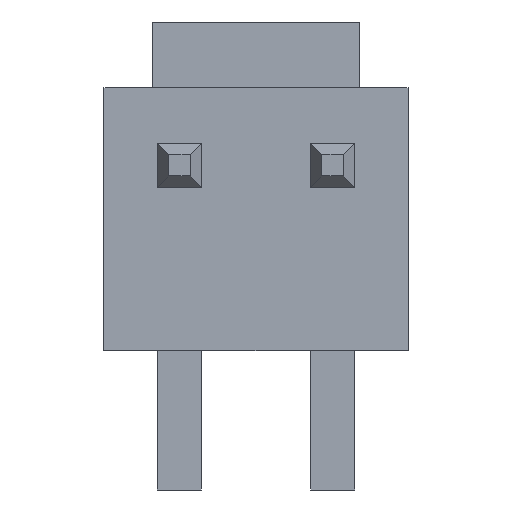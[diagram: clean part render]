
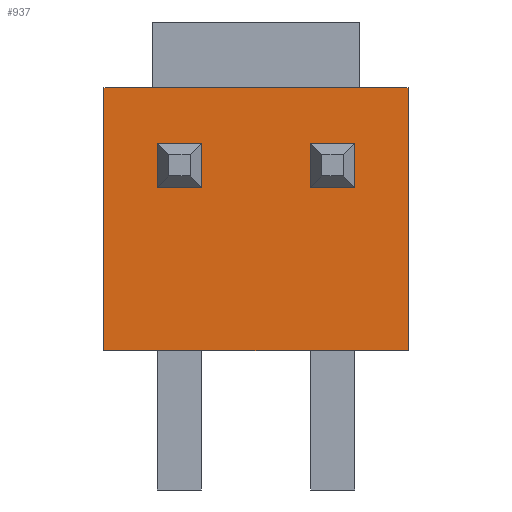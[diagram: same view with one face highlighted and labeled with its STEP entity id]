
A CAD part, front view. The second image highlights one B-rep face of the part: STEP entity #937.
In plain terms, the highlighted planar face has unit normal (0, -1, 0).
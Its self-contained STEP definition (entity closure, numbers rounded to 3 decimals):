
#18=FACE_BOUND('',#115,.T.);
#19=FACE_BOUND('',#116,.T.);
#64=FACE_OUTER_BOUND('',#114,.T.);
#114=EDGE_LOOP('',(#692,#693,#694,#695,#696,#697));
#115=EDGE_LOOP('',(#698,#699,#700,#701));
#116=EDGE_LOOP('',(#702,#703,#704,#705));
#141=LINE('',#1277,#255);
#145=LINE('',#1286,#259);
#152=LINE('',#1301,#266);
#155=LINE('',#1307,#269);
#162=LINE('',#1322,#276);
#165=LINE('',#1328,#279);
#175=LINE('',#1349,#289);
#177=LINE('',#1352,#291);
#179=LINE('',#1355,#293);
#211=LINE('',#1438,#325);
#224=LINE('',#1463,#338);
#225=LINE('',#1466,#339);
#226=LINE('',#1468,#340);
#227=LINE('',#1469,#341);
#255=VECTOR('',#1040,1.);
#259=VECTOR('',#1046,1.);
#266=VECTOR('',#1057,1.);
#269=VECTOR('',#1062,1.);
#276=VECTOR('',#1073,1.);
#279=VECTOR('',#1078,1.);
#289=VECTOR('',#1094,1.);
#291=VECTOR('',#1098,1.);
#293=VECTOR('',#1102,1.);
#325=VECTOR('',#1176,1.);
#338=VECTOR('',#1197,1.);
#339=VECTOR('',#1200,1.);
#340=VECTOR('',#1201,1.);
#341=VECTOR('',#1202,1.);
#367=VERTEX_POINT('',#1271);
#369=VERTEX_POINT('',#1275);
#371=VERTEX_POINT('',#1280);
#373=VERTEX_POINT('',#1284);
#379=VERTEX_POINT('',#1298);
#381=VERTEX_POINT('',#1305);
#387=VERTEX_POINT('',#1319);
#389=VERTEX_POINT('',#1326);
#396=VERTEX_POINT('',#1345);
#397=VERTEX_POINT('',#1347);
#427=VERTEX_POINT('',#1436);
#435=VERTEX_POINT('',#1460);
#436=VERTEX_POINT('',#1465);
#437=VERTEX_POINT('',#1467);
#447=EDGE_CURVE('',#369,#367,#141,.T.);
#451=EDGE_CURVE('',#373,#371,#145,.T.);
#458=EDGE_CURVE('',#367,#379,#152,.T.);
#461=EDGE_CURVE('',#381,#369,#155,.T.);
#468=EDGE_CURVE('',#371,#387,#162,.T.);
#471=EDGE_CURVE('',#389,#373,#165,.T.);
#481=EDGE_CURVE('',#396,#397,#175,.T.);
#483=EDGE_CURVE('',#381,#379,#177,.T.);
#485=EDGE_CURVE('',#389,#387,#179,.T.);
#525=EDGE_CURVE('',#397,#427,#211,.T.);
#538=EDGE_CURVE('',#435,#396,#224,.T.);
#539=EDGE_CURVE('',#427,#436,#225,.T.);
#540=EDGE_CURVE('',#437,#436,#226,.T.);
#541=EDGE_CURVE('',#435,#437,#227,.T.);
#692=ORIENTED_EDGE('',*,*,#539,.T.);
#693=ORIENTED_EDGE('',*,*,#540,.F.);
#694=ORIENTED_EDGE('',*,*,#541,.F.);
#695=ORIENTED_EDGE('',*,*,#538,.T.);
#696=ORIENTED_EDGE('',*,*,#481,.T.);
#697=ORIENTED_EDGE('',*,*,#525,.T.);
#698=ORIENTED_EDGE('',*,*,#471,.F.);
#699=ORIENTED_EDGE('',*,*,#485,.T.);
#700=ORIENTED_EDGE('',*,*,#468,.F.);
#701=ORIENTED_EDGE('',*,*,#451,.F.);
#702=ORIENTED_EDGE('',*,*,#461,.F.);
#703=ORIENTED_EDGE('',*,*,#483,.T.);
#704=ORIENTED_EDGE('',*,*,#458,.F.);
#705=ORIENTED_EDGE('',*,*,#447,.F.);
#836=PLANE('',#1010);
#937=ADVANCED_FACE('',(#64,#18,#19),#836,.T.);
#1010=AXIS2_PLACEMENT_3D('',#1464,#1198,#1199);
#1040=DIRECTION('',(-1.,0.,0.));
#1046=DIRECTION('',(-1.,0.,0.));
#1057=DIRECTION('',(0.,0.,-1.));
#1062=DIRECTION('',(0.,0.,1.));
#1073=DIRECTION('',(0.,0.,-1.));
#1078=DIRECTION('',(0.,0.,1.));
#1094=DIRECTION('',(-1.,0.,0.));
#1098=DIRECTION('',(-1.,0.,0.));
#1102=DIRECTION('',(-1.,0.,0.));
#1176=DIRECTION('',(-1.,0.,0.));
#1197=DIRECTION('',(-1.,0.,0.));
#1198=DIRECTION('center_axis',(0.,-1.,0.));
#1199=DIRECTION('ref_axis',(0.,0.,-1.));
#1200=DIRECTION('',(0.,0.,-1.));
#1201=DIRECTION('',(-1.,0.,0.));
#1202=DIRECTION('',(0.,0.,-1.));
#1271=CARTESIAN_POINT('',(-2.55,-7.2,5.37));
#1275=CARTESIAN_POINT('',(-1.41,-7.2,5.37));
#1277=CARTESIAN_POINT('',(-1.98,-7.2,5.37));
#1280=CARTESIAN_POINT('',(1.41,-7.2,5.37));
#1284=CARTESIAN_POINT('',(2.55,-7.2,5.37));
#1286=CARTESIAN_POINT('',(1.98,-7.2,5.37));
#1298=CARTESIAN_POINT('',(-2.55,-7.2,4.23));
#1301=CARTESIAN_POINT('',(-2.55,-7.2,4.8));
#1305=CARTESIAN_POINT('',(-1.41,-7.2,4.23));
#1307=CARTESIAN_POINT('',(-1.41,-7.2,4.8));
#1319=CARTESIAN_POINT('',(1.41,-7.2,4.23));
#1322=CARTESIAN_POINT('',(1.41,-7.2,4.8));
#1326=CARTESIAN_POINT('',(2.55,-7.2,4.23));
#1328=CARTESIAN_POINT('',(2.55,-7.2,4.8));
#1345=CARTESIAN_POINT('',(2.68,-7.2,6.8));
#1347=CARTESIAN_POINT('',(-2.68,-7.2,6.8));
#1349=CARTESIAN_POINT('',(0.,-7.2,6.8));
#1352=CARTESIAN_POINT('',(0.,-7.2,4.23));
#1355=CARTESIAN_POINT('',(0.,-7.2,4.23));
#1436=CARTESIAN_POINT('',(-3.93,-7.2,6.8));
#1438=CARTESIAN_POINT('',(0.,-7.2,6.8));
#1460=CARTESIAN_POINT('',(3.93,-7.2,6.8));
#1463=CARTESIAN_POINT('',(0.,-7.2,6.8));
#1464=CARTESIAN_POINT('Origin',(-3.93,-7.2,6.8));
#1465=CARTESIAN_POINT('',(-3.93,-7.2,0.));
#1466=CARTESIAN_POINT('',(-3.93,-7.2,3.4));
#1467=CARTESIAN_POINT('',(3.93,-7.2,0.));
#1468=CARTESIAN_POINT('',(0.,-7.2,0.));
#1469=CARTESIAN_POINT('',(3.93,-7.2,3.4));
